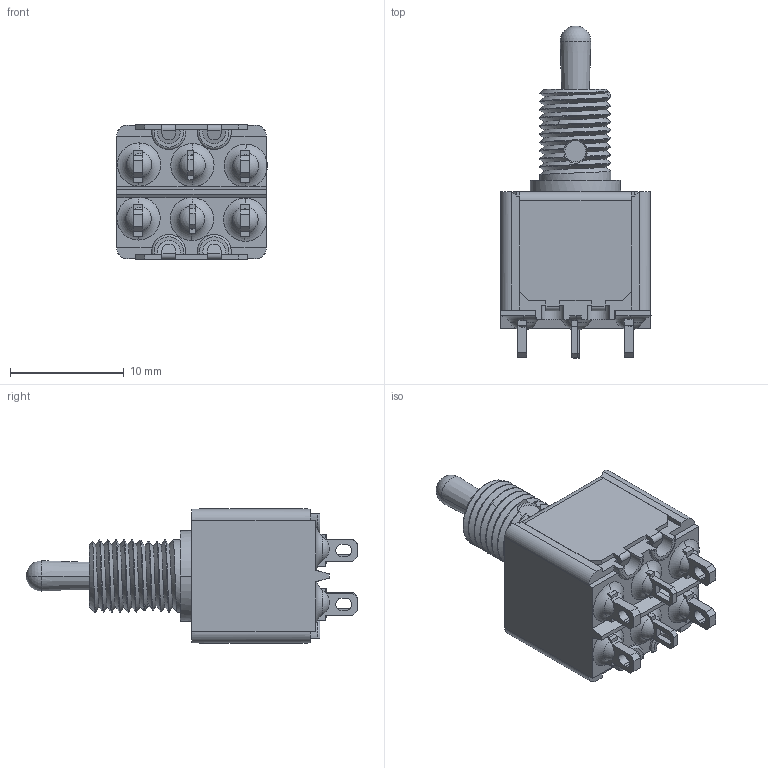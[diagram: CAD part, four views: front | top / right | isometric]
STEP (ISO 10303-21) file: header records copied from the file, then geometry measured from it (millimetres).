
FILE_DESCRIPTION((''),'2;1');
FILE_NAME('5649_B_16','2011-04-19T',('rboyer'),(''),'PRO/ENGINEER BY PARAMETRIC TECHNOLOGY CORPORATION, 2009440','PRO/ENGINEER BY PARAMETRIC TECHNOLOGY CORPORATION, 2009440','');
FILE_SCHEMA(('CONFIG_CONTROL_DESIGN'));
Length unit declared in the file: millimetre
Products named in the file (1): 5649_B_16
Bounding box: 13.29 x 29.24 x 11.85 mm (x, y, z)
Volume: 1138.4 mm3; surface area: 2860.5 mm2
Topology: 3 solids, 3 shells, 692 faces, 1927 edges, 1216 vertices
Faces by surface type: plane 438, cylinder 144, bspline 42, sphere 31, cone 21, torus 16
Entity records: 27755 total; most frequent: CARTESIAN_POINT 10461, ORIENTED_EDGE 3846, DIRECTION 3258, EDGE_CURVE 1923, VECTOR 1278, LINE 1278, VERTEX_POINT 1216, AXIS2_PLACEMENT_3D 990
